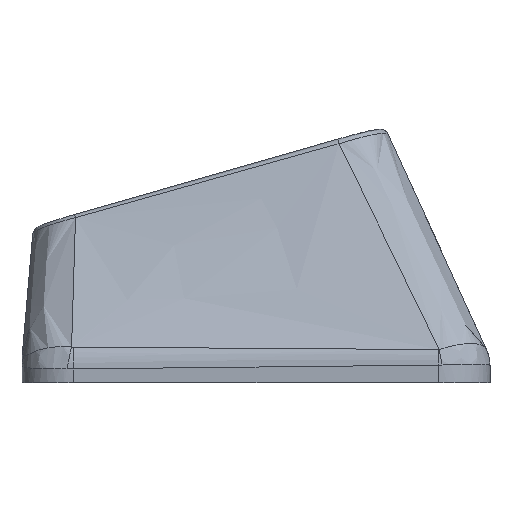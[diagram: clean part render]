
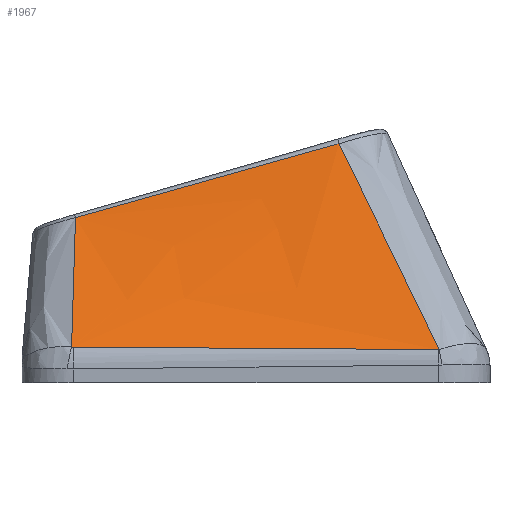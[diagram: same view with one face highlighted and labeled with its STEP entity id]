
A CAD part, left-side view. The second image highlights one B-rep face of the part: STEP entity #1967.
In plain terms, the highlighted free-form (B-spline) face has degree [3, 3] with [4, 4] control points.
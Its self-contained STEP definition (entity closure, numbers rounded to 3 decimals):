
#63=B_SPLINE_SURFACE_WITH_KNOTS('',3,3,((#4482,#4483,#4484,#4485),(#4486,
#4487,#4488,#4489),(#4490,#4491,#4492,#4493),(#4494,#4495,#4496,#4497)),
 .UNSPECIFIED.,.F.,.F.,.F.,(4,4),(4,4),(0.102,0.894),
(0.021,0.966),.UNSPECIFIED.);
#193=B_SPLINE_CURVE_WITH_KNOTS('',3,(#3996,#3997,#3998,#3999),
 .UNSPECIFIED.,.F.,.F.,(4,4),(0.,0.003),
 .UNSPECIFIED.);
#195=B_SPLINE_CURVE_WITH_KNOTS('',3,(#4023,#4024,#4025,#4026),
 .UNSPECIFIED.,.F.,.F.,(4,4),(0.,1.416),.UNSPECIFIED.);
#197=B_SPLINE_CURVE_WITH_KNOTS('',3,(#4050,#4051,#4052,#4053),
 .UNSPECIFIED.,.F.,.F.,(4,4),(0.,0.006),
 .UNSPECIFIED.);
#219=B_SPLINE_CURVE_WITH_KNOTS('',3,(#4472,#4473,#4474,#4475),
 .UNSPECIFIED.,.F.,.F.,(4,4),(-0.627,-0.017),
 .UNSPECIFIED.);
#221=B_SPLINE_CURVE_WITH_KNOTS('',3,(#4499,#4500,#4501,#4502),
 .UNSPECIFIED.,.F.,.F.,(4,4),(0.021,0.977),
 .UNSPECIFIED.);
#222=B_SPLINE_CURVE_WITH_KNOTS('',3,(#4503,#4504,#4505,#4506),
 .UNSPECIFIED.,.F.,.F.,(4,4),(-1.062,0.),.UNSPECIFIED.);
#556=FACE_OUTER_BOUND('',#682,.T.);
#682=EDGE_LOOP('',(#1696,#1697,#1698,#1699,#1700,#1701));
#874=VERTEX_POINT('',#3955);
#878=VERTEX_POINT('',#3989);
#880=VERTEX_POINT('',#4016);
#882=VERTEX_POINT('',#4043);
#909=VERTEX_POINT('',#4471);
#910=VERTEX_POINT('',#4498);
#1136=EDGE_CURVE('',#874,#878,#193,.T.);
#1139=EDGE_CURVE('',#878,#880,#195,.T.);
#1142=EDGE_CURVE('',#880,#882,#197,.T.);
#1183=EDGE_CURVE('',#882,#909,#219,.T.);
#1185=EDGE_CURVE('',#910,#874,#221,.T.);
#1186=EDGE_CURVE('',#909,#910,#222,.T.);
#1696=ORIENTED_EDGE('',*,*,#1142,.F.);
#1697=ORIENTED_EDGE('',*,*,#1139,.F.);
#1698=ORIENTED_EDGE('',*,*,#1136,.F.);
#1699=ORIENTED_EDGE('',*,*,#1185,.F.);
#1700=ORIENTED_EDGE('',*,*,#1186,.F.);
#1701=ORIENTED_EDGE('',*,*,#1183,.F.);
#1967=ADVANCED_FACE('',(#556),#63,.T.);
#3955=CARTESIAN_POINT('',(-23.24,-7.11,0.29));
#3989=CARTESIAN_POINT('',(-23.241,-7.076,0.287));
#3996=CARTESIAN_POINT('Ctrl Pts',(-23.24,-7.11,0.29));
#3997=CARTESIAN_POINT('Ctrl Pts',(-23.241,-7.099,0.288));
#3998=CARTESIAN_POINT('Ctrl Pts',(-23.241,-7.088,0.287));
#3999=CARTESIAN_POINT('Ctrl Pts',(-23.241,-7.076,0.287));
#4016=CARTESIAN_POINT('',(-23.105,7.093,0.383));
#4023=CARTESIAN_POINT('Ctrl Pts',(-23.241,-7.076,0.287));
#4024=CARTESIAN_POINT('Ctrl Pts',(-23.215,-2.354,0.313));
#4025=CARTESIAN_POINT('Ctrl Pts',(-23.18,2.368,0.345));
#4026=CARTESIAN_POINT('Ctrl Pts',(-23.105,7.093,0.383));
#4043=CARTESIAN_POINT('',(-23.1,7.155,0.39));
#4050=CARTESIAN_POINT('Ctrl Pts',(-23.105,7.093,0.383));
#4051=CARTESIAN_POINT('Ctrl Pts',(-23.105,7.114,0.384));
#4052=CARTESIAN_POINT('Ctrl Pts',(-23.103,7.135,0.386));
#4053=CARTESIAN_POINT('Ctrl Pts',(-23.1,7.155,0.39));
#4471=CARTESIAN_POINT('',(-19.685,7.004,5.406));
#4472=CARTESIAN_POINT('Ctrl Pts',(-23.1,7.155,0.39));
#4473=CARTESIAN_POINT('Ctrl Pts',(-21.954,7.086,2.058));
#4474=CARTESIAN_POINT('Ctrl Pts',(-20.816,7.031,3.73));
#4475=CARTESIAN_POINT('Ctrl Pts',(-19.685,7.004,5.406));
#4482=CARTESIAN_POINT('Ctrl Pts',(-19.671,-3.661,8.399));
#4483=CARTESIAN_POINT('Ctrl Pts',(-20.861,-4.811,5.695));
#4484=CARTESIAN_POINT('Ctrl Pts',(-22.051,-5.961,2.991));
#4485=CARTESIAN_POINT('Ctrl Pts',(-23.241,-7.111,0.288));
#4486=CARTESIAN_POINT('Ctrl Pts',(-19.671,-0.043,
7.391));
#4487=CARTESIAN_POINT('Ctrl Pts',(-20.861,-0.814,
5.012));
#4488=CARTESIAN_POINT('Ctrl Pts',(-22.051,-1.585,2.632));
#4489=CARTESIAN_POINT('Ctrl Pts',(-23.241,-2.356,0.253));
#4490=CARTESIAN_POINT('Ctrl Pts',(-19.671,3.574,6.383));
#4491=CARTESIAN_POINT('Ctrl Pts',(-20.861,3.182,4.328));
#4492=CARTESIAN_POINT('Ctrl Pts',(-22.051,2.791,2.273));
#4493=CARTESIAN_POINT('Ctrl Pts',(-23.241,2.399,0.219));
#4494=CARTESIAN_POINT('Ctrl Pts',(-19.671,7.191,5.376));
#4495=CARTESIAN_POINT('Ctrl Pts',(-20.861,7.179,3.645));
#4496=CARTESIAN_POINT('Ctrl Pts',(-22.051,7.166,1.915));
#4497=CARTESIAN_POINT('Ctrl Pts',(-23.241,7.154,0.184));
#4498=CARTESIAN_POINT('',(-19.671,-3.221,8.276));
#4499=CARTESIAN_POINT('Ctrl Pts',(-19.671,-3.221,8.276));
#4500=CARTESIAN_POINT('Ctrl Pts',(-20.879,-4.53,5.625));
#4501=CARTESIAN_POINT('Ctrl Pts',(-22.064,-5.824,2.961));
#4502=CARTESIAN_POINT('Ctrl Pts',(-23.24,-7.11,0.29));
#4503=CARTESIAN_POINT('Ctrl Pts',(-19.685,7.004,5.406));
#4504=CARTESIAN_POINT('Ctrl Pts',(-19.683,3.594,6.356));
#4505=CARTESIAN_POINT('Ctrl Pts',(-19.676,0.186,7.314));
#4506=CARTESIAN_POINT('Ctrl Pts',(-19.671,-3.221,8.276));
